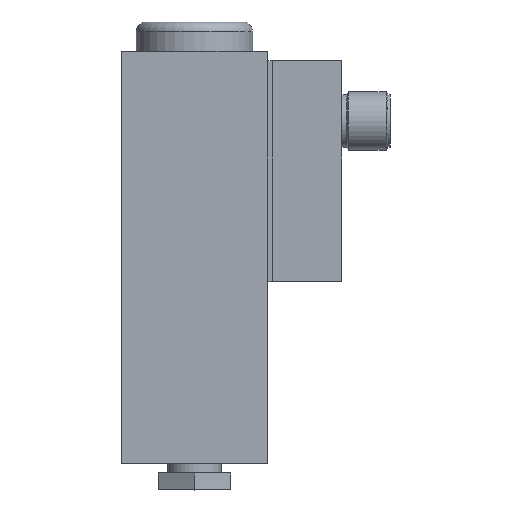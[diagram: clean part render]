
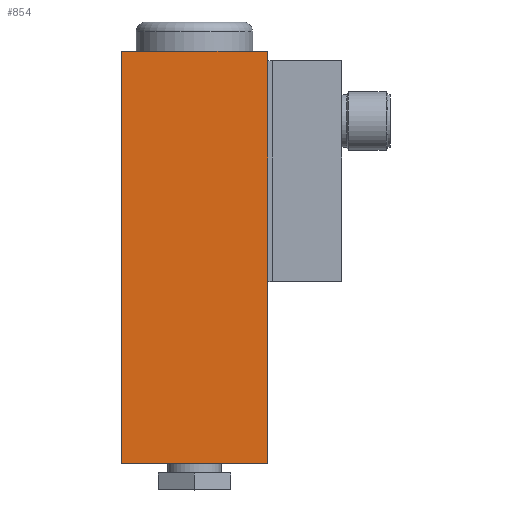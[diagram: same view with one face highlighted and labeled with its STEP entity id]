
A CAD part, top view. The second image highlights one B-rep face of the part: STEP entity #854.
In plain terms, the highlighted planar face has unit normal (0, 0, 1).
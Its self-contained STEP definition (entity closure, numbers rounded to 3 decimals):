
#47=LINE('',#1328,#121);
#53=LINE('',#1341,#127);
#64=LINE('',#1362,#138);
#65=LINE('',#1363,#139);
#66=LINE('',#1365,#140);
#67=LINE('',#1367,#141);
#68=LINE('',#1369,#142);
#69=LINE('',#1371,#143);
#121=VECTOR('',#1049,1000.);
#127=VECTOR('',#1057,1000.);
#138=VECTOR('',#1072,1000.);
#139=VECTOR('',#1073,1000.);
#140=VECTOR('',#1074,1000.);
#141=VECTOR('',#1075,1000.);
#142=VECTOR('',#1076,1000.);
#143=VECTOR('',#1077,1000.);
#185=PLANE('',#932);
#297=ORIENTED_EDGE('',*,*,#494,.T.);
#298=ORIENTED_EDGE('',*,*,#511,.T.);
#299=ORIENTED_EDGE('',*,*,#500,.T.);
#300=ORIENTED_EDGE('',*,*,#512,.T.);
#301=ORIENTED_EDGE('',*,*,#513,.T.);
#302=ORIENTED_EDGE('',*,*,#514,.T.);
#303=ORIENTED_EDGE('',*,*,#515,.T.);
#304=ORIENTED_EDGE('',*,*,#516,.T.);
#494=EDGE_CURVE('',#601,#600,#47,.T.);
#500=EDGE_CURVE('',#607,#606,#53,.T.);
#511=EDGE_CURVE('',#600,#607,#64,.T.);
#512=EDGE_CURVE('',#606,#615,#65,.T.);
#513=EDGE_CURVE('',#615,#616,#66,.T.);
#514=EDGE_CURVE('',#616,#617,#67,.T.);
#515=EDGE_CURVE('',#617,#618,#68,.T.);
#516=EDGE_CURVE('',#618,#601,#69,.T.);
#600=VERTEX_POINT('',#1327);
#601=VERTEX_POINT('',#1329);
#606=VERTEX_POINT('',#1340);
#607=VERTEX_POINT('',#1342);
#615=VERTEX_POINT('',#1364);
#616=VERTEX_POINT('',#1366);
#617=VERTEX_POINT('',#1368);
#618=VERTEX_POINT('',#1370);
#673=EDGE_LOOP('',(#297,#298,#299,#300,#301,#302,#303,#304));
#759=FACE_BOUND('',#673,.T.);
#854=ADVANCED_FACE('',(#759),#185,.T.);
#932=AXIS2_PLACEMENT_3D('',#1361,#1070,#1071);
#1049=DIRECTION('',(1.,0.,0.));
#1057=DIRECTION('',(-1.,0.,0.));
#1070=DIRECTION('',(0.,0.,1.));
#1071=DIRECTION('',(1.,0.,0.));
#1072=DIRECTION('',(0.,1.,0.));
#1073=DIRECTION('',(0.,1.,0.));
#1074=DIRECTION('',(-1.,0.,0.));
#1075=DIRECTION('',(0.,-1.,0.));
#1076=DIRECTION('',(1.,0.,0.));
#1077=DIRECTION('',(0.,1.,0.));
#1327=CARTESIAN_POINT('',(30.1,37.5,15.));
#1328=CARTESIAN_POINT('',(30.,37.5,15.));
#1329=CARTESIAN_POINT('',(30.,37.5,15.));
#1340=CARTESIAN_POINT('',(30.,83.,15.));
#1341=CARTESIAN_POINT('',(45.4,83.,15.));
#1342=CARTESIAN_POINT('',(30.1,83.,15.));
#1361=CARTESIAN_POINT('',(0.,0.,15.));
#1362=CARTESIAN_POINT('',(30.1,0.,15.));
#1363=CARTESIAN_POINT('',(30.,83.,15.));
#1364=CARTESIAN_POINT('',(30.,85.,15.));
#1365=CARTESIAN_POINT('',(30.,85.,15.));
#1366=CARTESIAN_POINT('',(0.,85.,15.));
#1367=CARTESIAN_POINT('',(0.,85.,15.));
#1368=CARTESIAN_POINT('',(0.,0.,15.));
#1369=CARTESIAN_POINT('',(0.,0.,15.));
#1370=CARTESIAN_POINT('',(30.,0.,15.));
#1371=CARTESIAN_POINT('',(30.,0.,15.));
